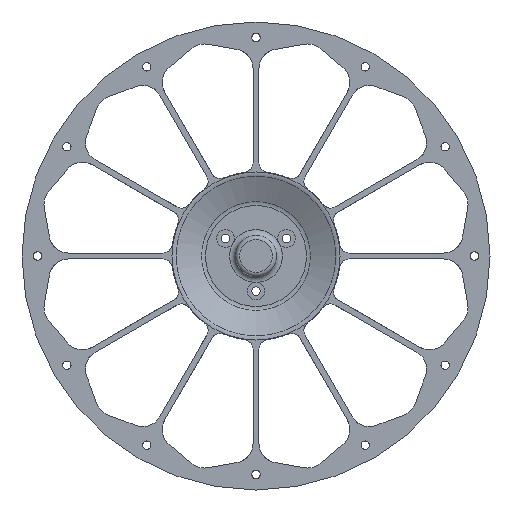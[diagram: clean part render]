
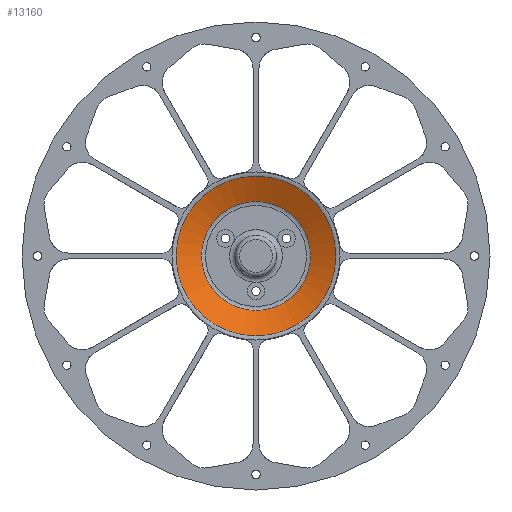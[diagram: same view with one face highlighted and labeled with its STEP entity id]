
A CAD part, front view. The second image highlights one B-rep face of the part: STEP entity #13160.
In plain terms, the highlighted conical face has half-angle 64.983 degrees and reference radius 34.5 mm.
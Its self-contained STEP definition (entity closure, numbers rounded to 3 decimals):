
#36=CONICAL_SURFACE('',#14321,34.5,1.134);
#2114=CIRCLE('',#14319,28.005);
#2115=CIRCLE('',#14320,28.005);
#2116=CIRCLE('',#14322,40.995);
#2117=CIRCLE('',#14323,40.995);
#2915=FACE_OUTER_BOUND('',#3751,.T.);
#3751=EDGE_LOOP('',(#11990,#11991,#11992,#11993,#11994,#11995));
#4359=LINE('',#34758,#4929);
#4929=VECTOR('',#17182,34.5);
#6143=VERTEX_POINT('',#34749);
#6144=VERTEX_POINT('',#34751);
#6145=VERTEX_POINT('',#34755);
#6146=VERTEX_POINT('',#34756);
#8141=EDGE_CURVE('',#6143,#6144,#2114,.T.);
#8142=EDGE_CURVE('',#6144,#6143,#2115,.T.);
#8143=EDGE_CURVE('',#6145,#6146,#2116,.T.);
#8144=EDGE_CURVE('',#6145,#6144,#4359,.T.);
#8145=EDGE_CURVE('',#6146,#6145,#2117,.T.);
#11990=ORIENTED_EDGE('',*,*,#8143,.F.);
#11991=ORIENTED_EDGE('',*,*,#8144,.T.);
#11992=ORIENTED_EDGE('',*,*,#8141,.F.);
#11993=ORIENTED_EDGE('',*,*,#8142,.F.);
#11994=ORIENTED_EDGE('',*,*,#8144,.F.);
#11995=ORIENTED_EDGE('',*,*,#8145,.F.);
#13160=ADVANCED_FACE('',(#2915),#36,.F.);
#14319=AXIS2_PLACEMENT_3D('',#34752,#17174,#17175);
#14320=AXIS2_PLACEMENT_3D('',#34753,#17176,#17177);
#14321=AXIS2_PLACEMENT_3D('',#34754,#17178,#17179);
#14322=AXIS2_PLACEMENT_3D('',#34757,#17180,#17181);
#14323=AXIS2_PLACEMENT_3D('',#34759,#17183,#17184);
#17174=DIRECTION('center_axis',(0.,-1.,0.));
#17175=DIRECTION('ref_axis',(1.,0.,0.));
#17176=DIRECTION('center_axis',(0.,-1.,0.));
#17177=DIRECTION('ref_axis',(1.,0.,0.));
#17178=DIRECTION('center_axis',(0.,-1.,0.));
#17179=DIRECTION('ref_axis',(1.,0.,0.));
#17180=DIRECTION('center_axis',(0.,1.,0.));
#17181=DIRECTION('ref_axis',(1.,0.,0.));
#17182=DIRECTION('',(0.906,0.423,0.));
#17183=DIRECTION('center_axis',(0.,1.,0.));
#17184=DIRECTION('ref_axis',(1.,0.,0.));
#34749=CARTESIAN_POINT('',(0.,6.531,-28.005));
#34751=CARTESIAN_POINT('',(-28.005,6.531,0.));
#34752=CARTESIAN_POINT('Origin',(0.,6.531,0.));
#34753=CARTESIAN_POINT('Origin',(0.,6.531,0.));
#34754=CARTESIAN_POINT('Origin',(0.,3.5,0.));
#34755=CARTESIAN_POINT('',(-40.995,0.469,0.));
#34756=CARTESIAN_POINT('',(0.,0.469,40.995));
#34757=CARTESIAN_POINT('Origin',(0.,0.469,0.));
#34758=CARTESIAN_POINT('',(-34.5,3.5,0.));
#34759=CARTESIAN_POINT('Origin',(0.,0.469,0.));
